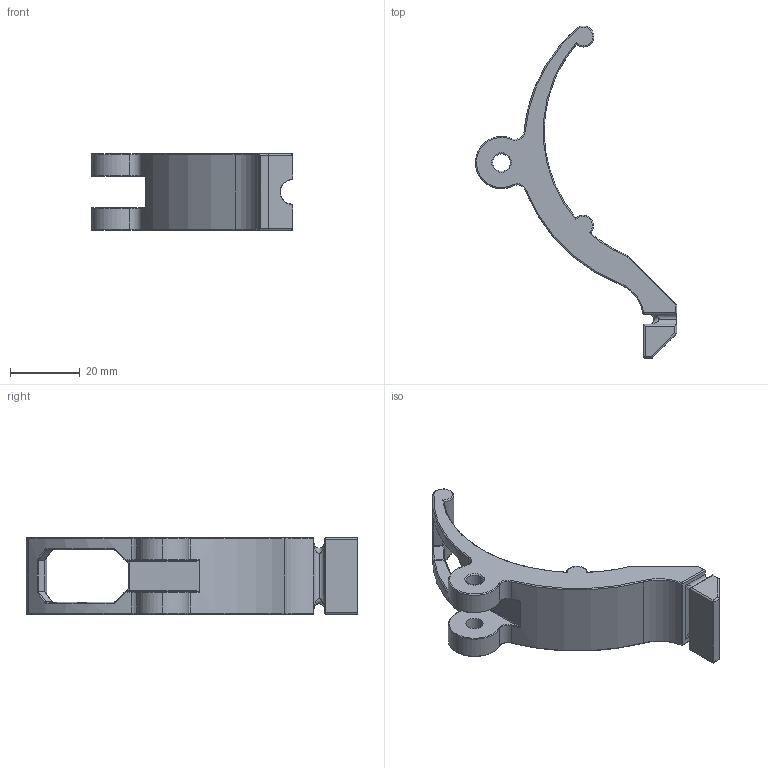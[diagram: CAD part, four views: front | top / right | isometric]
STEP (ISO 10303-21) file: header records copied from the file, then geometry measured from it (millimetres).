
FILE_DESCRIPTION (( 'STEP AP203' ), '1' );
FILE_NAME ('W0003510-003-R middle intake 72.STEP', '2024-05-27T12:23:14', ( '' ), ( '' ), 'SwSTEP 2.0', 'SolidWorks 2024', '' );
FILE_SCHEMA (( 'CONFIG_CONTROL_DESIGN' ));
Length unit declared in the file: millimetre
Products named in the file (1): W0003510-003-R middle intake 72
Bounding box: 57.73 x 95.22 x 22 mm (x, y, z)
Volume: 17142.5 mm3; surface area: 7715.3 mm2
Topology: 1 solids, 1 shells, 185 faces, 454 edges, 264 vertices
Faces by surface type: cylinder 66, torus 45, bspline 39, plane 26, sphere 7, cone 2
Entity records: 6447 total; most frequent: CARTESIAN_POINT 2411, ORIENTED_EDGE 896, DIRECTION 793, EDGE_CURVE 448, AXIS2_PLACEMENT_3D 335, VERTEX_POINT 264, EDGE_LOOP 190, CIRCLE 188
